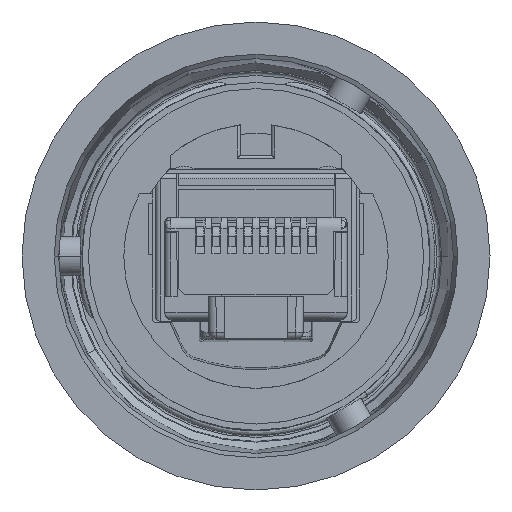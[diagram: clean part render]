
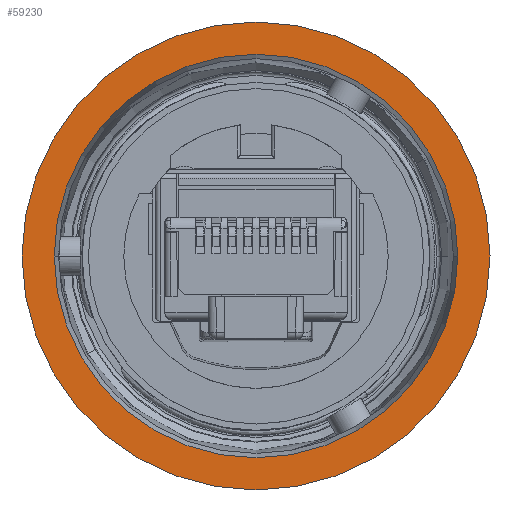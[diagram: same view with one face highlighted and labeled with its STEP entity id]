
A CAD part, top view. The second image highlights one B-rep face of the part: STEP entity #59230.
In plain terms, the highlighted planar face has unit normal (0, 0, 1).
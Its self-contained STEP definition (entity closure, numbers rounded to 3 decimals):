
#886 = CARTESIAN_POINT ( 'NONE',  ( 0., 0., 7.66 ) ) ;
#1496 = VERTEX_POINT ( 'NONE', #21006 ) ;
#3882 = EDGE_CURVE ( 'NONE', #27877, #5575, #23011, .T. ) ;
#5575 = VERTEX_POINT ( 'NONE', #9782 ) ;
#6071 = FACE_BOUND ( 'NONE', #30979, .T. ) ;
#6611 = DIRECTION ( 'NONE',  ( 0., -1., 0. ) ) ;
#8414 = ORIENTED_EDGE ( 'NONE', *, *, #3882, .T. ) ;
#8868 = CIRCLE ( 'NONE', #21969, 15. ) ;
#9615 = CARTESIAN_POINT ( 'NONE',  ( 0., 0., 7.66 ) ) ;
#9782 = CARTESIAN_POINT ( 'NONE',  ( -12.935, 0., 7.66 ) ) ;
#13938 = CARTESIAN_POINT ( 'NONE',  ( 0., 0., 7.66 ) ) ;
#15254 = DIRECTION ( 'NONE',  ( 1., 0., 0. ) ) ;
#15989 = CARTESIAN_POINT ( 'NONE',  ( 0., 0., 7.66 ) ) ;
#17442 = ORIENTED_EDGE ( 'NONE', *, *, #32495, .T. ) ;
#19187 = EDGE_CURVE ( 'NONE', #1496, #58884, #8868, .T. ) ;
#19557 = DIRECTION ( 'NONE',  ( 0., -1., 0. ) ) ;
#21006 = CARTESIAN_POINT ( 'NONE',  ( 0., -15., 7.66 ) ) ;
#21676 = DIRECTION ( 'NONE',  ( 1., 0., 0. ) ) ;
#21969 = AXIS2_PLACEMENT_3D ( 'NONE', #25519, #64902, #31113 ) ;
#23011 = CIRCLE ( 'NONE', #69022, 12.935 ) ;
#25519 = CARTESIAN_POINT ( 'NONE',  ( 0., 0., 7.66 ) ) ;
#26243 = CARTESIAN_POINT ( 'NONE',  ( 0., 15., 7.66 ) ) ;
#27877 = VERTEX_POINT ( 'NONE', #51625 ) ;
#30979 = EDGE_LOOP ( 'NONE', ( #8414, #17442 ) ) ;
#31113 = DIRECTION ( 'NONE',  ( 0., -1., 0. ) ) ;
#32495 = EDGE_CURVE ( 'NONE', #5575, #27877, #39592, .T. ) ;
#35917 = FACE_OUTER_BOUND ( 'NONE', #66588, .T. ) ;
#39267 = EDGE_CURVE ( 'NONE', #58884, #1496, #44733, .T. ) ;
#39592 = CIRCLE ( 'NONE', #56873, 12.935 ) ;
#40193 = DIRECTION ( 'NONE',  ( 0., 0., -1. ) ) ;
#44733 = CIRCLE ( 'NONE', #71913, 15. ) ;
#46240 = AXIS2_PLACEMENT_3D ( 'NONE', #13938, #53186, #19557 ) ;
#48881 = DIRECTION ( 'NONE',  ( 0., 0., -1. ) ) ;
#51625 = CARTESIAN_POINT ( 'NONE',  ( 12.935, 0., 7.66 ) ) ;
#53186 = DIRECTION ( 'NONE',  ( 0., 0., 1. ) ) ;
#53298 = ORIENTED_EDGE ( 'NONE', *, *, #39267, .F. ) ;
#55300 = DIRECTION ( 'NONE',  ( 0., 0., -1. ) ) ;
#56873 = AXIS2_PLACEMENT_3D ( 'NONE', #15989, #55300, #21676 ) ;
#58624 = PLANE ( 'NONE',  #46240 ) ;
#58884 = VERTEX_POINT ( 'NONE', #26243 ) ;
#59230 = ADVANCED_FACE ( 'NONE', ( #35917, #6071 ), #58624, .T. ) ;
#62142 = ORIENTED_EDGE ( 'NONE', *, *, #19187, .F. ) ;
#64902 = DIRECTION ( 'NONE',  ( 0., 0., -1. ) ) ;
#66588 = EDGE_LOOP ( 'NONE', ( #62142, #53298 ) ) ;
#69022 = AXIS2_PLACEMENT_3D ( 'NONE', #9615, #48881, #15254 ) ;
#71913 = AXIS2_PLACEMENT_3D ( 'NONE', #886, #40193, #6611 ) ;
